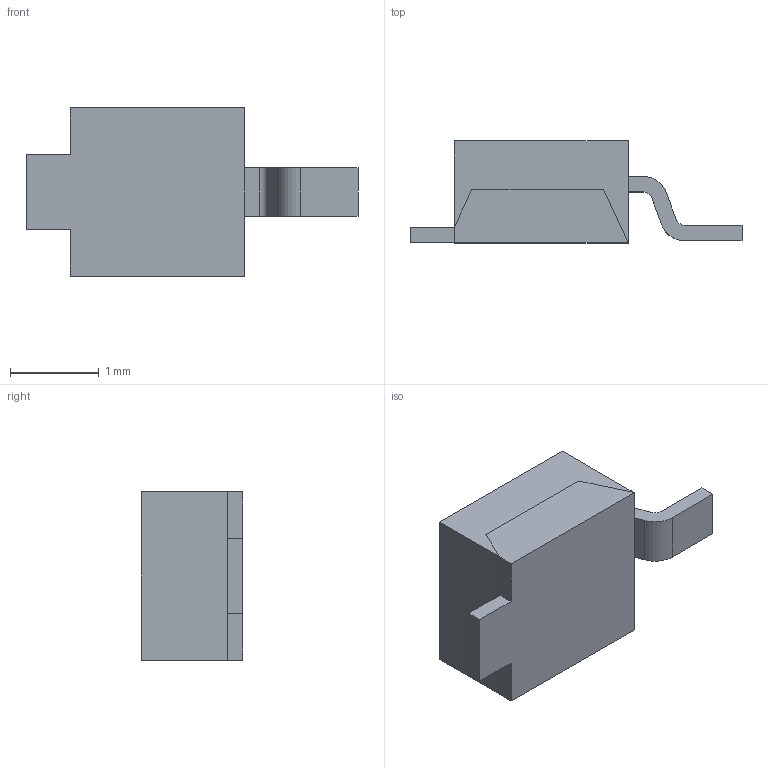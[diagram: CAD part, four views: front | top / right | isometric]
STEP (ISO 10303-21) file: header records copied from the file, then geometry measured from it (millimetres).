
FILE_DESCRIPTION (( 'STEP AP214' ), '1' );
FILE_NAME ('MBRM120ET1G.STEP', '2021-09-17T12:09:07', ( '' ), ( '' ), 'SwSTEP 2.0', 'SolidWorks 2017', '' );
FILE_SCHEMA (( 'AUTOMOTIVE_DESIGN' ));
Length unit declared in the file: millimetre
Products named in the file (1): MBRM120ET1G
Bounding box: 3.75 x 1.15 x 1.9 mm (x, y, z)
Volume: 4.5 mm3; surface area: 29.8 mm2
Topology: 3 solids, 3 shells, 34 faces, 82 edges, 54 vertices
Faces by surface type: plane 30, cylinder 4
Entity records: 1030 total; most frequent: CARTESIAN_POINT 171, ORIENTED_EDGE 164, DIRECTION 160, EDGE_CURVE 82, VECTOR 74, LINE 74, VERTEX_POINT 54, AXIS2_PLACEMENT_3D 43
